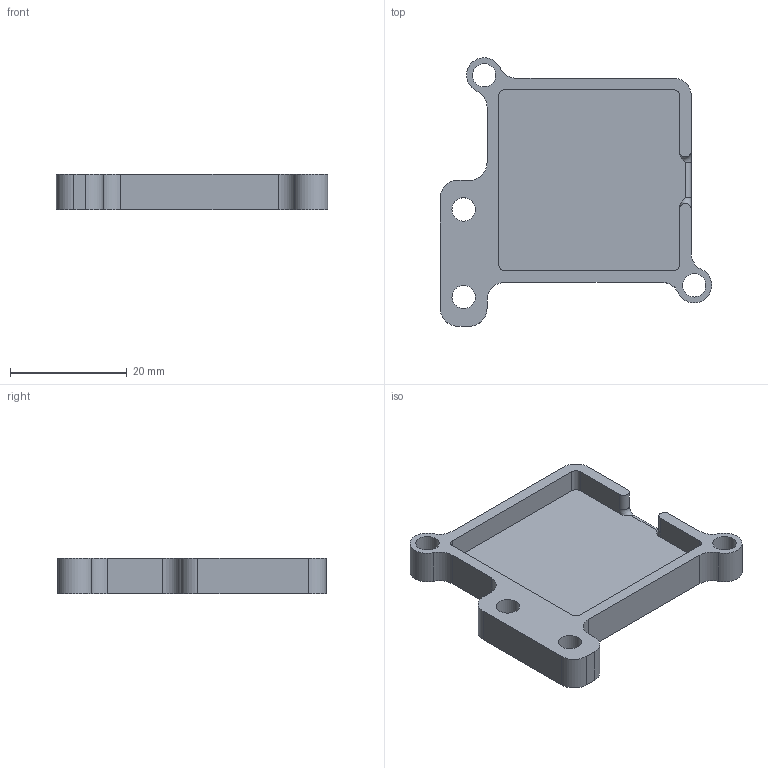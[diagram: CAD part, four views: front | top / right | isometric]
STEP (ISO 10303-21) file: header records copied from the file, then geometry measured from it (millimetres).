
FILE_DESCRIPTION(/* description */ (''),/* implementation_level */ '2;1');
FILE_NAME(/* name */ 'JB_Link1.stp',/* time_stamp */ '2023-04-16T23:23:43-04:00',/* author */ (''),/* organization */ (''),/* preprocessor_version */ 'ST-DEVELOPER v18.102',/* originating_system */ 'SIEMENS PLM Software NX2206.6002',/* authorisation */ '');
FILE_SCHEMA (('AUTOMOTIVE_DESIGN { 1 0 10303 214 3 1 1 1 }'));
Length unit declared in the file: millimetre
Products named in the file (1): JB_Link1
Bounding box: 46.5 x 46 x 6 mm (x, y, z)
Volume: 4627.2 mm3; surface area: 4658.7 mm2
Topology: 1 solids, 1 shells, 41 faces, 117 edges, 78 vertices
Faces by surface type: cylinder 23, plane 16, torus 2
Full cylindrical faces by diameter (mm): 4 x4
Entity records: 1401 total; most frequent: CARTESIAN_POINT 257, DIRECTION 245, ORIENTED_EDGE 226, EDGE_CURVE 113, AXIS2_PLACEMENT_3D 92, VERTEX_POINT 78, LINE 61, VECTOR 61
